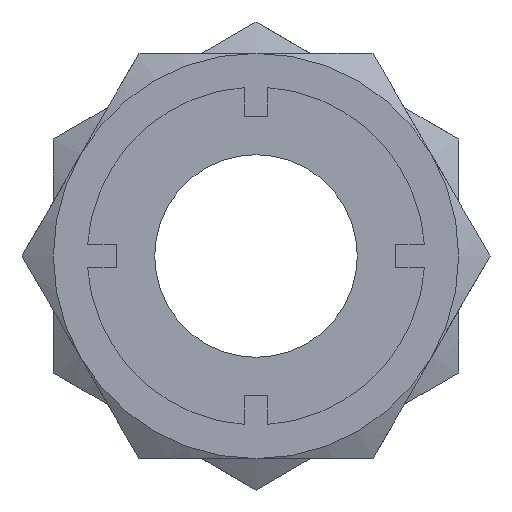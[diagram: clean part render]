
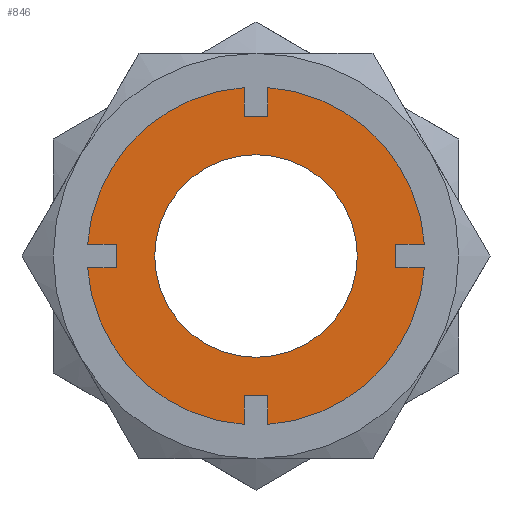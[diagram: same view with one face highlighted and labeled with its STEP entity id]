
A CAD part, left-side view. The second image highlights one B-rep face of the part: STEP entity #846.
In plain terms, the highlighted planar face has unit normal (-1, 0, 0).
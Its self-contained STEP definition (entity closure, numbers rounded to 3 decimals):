
#330=VERTEX_POINT('',#939);
#336=EDGE_CURVE('',#620,#330,#946,.T.);
#342=EDGE_CURVE('',#372,#688,#953,.T.);
#348=VERTEX_POINT('',#959);
#372=VERTEX_POINT('',#986);
#382=VERTEX_POINT('',#996);
#384=VERTEX_POINT('',#998);
#418=VERTEX_POINT('',#1035);
#422=EDGE_CURVE('',#580,#348,#1040,.T.);
#458=EDGE_CURVE('',#382,#772,#1076,.T.);
#510=EDGE_CURVE('',#832,#418,#1136,.T.);
#558=EDGE_CURVE('',#384,#580,#1193,.T.);
#572=EDGE_CURVE('',#372,#772,#1207,.T.);
#580=VERTEX_POINT('',#1215);
#590=EDGE_CURVE('',#794,#384,#1225,.T.);
#596=VERTEX_POINT('',#1232);
#606=VERTEX_POINT('',#1242);
#620=VERTEX_POINT('',#1260);
#662=EDGE_CURVE('',#864,#596,#1306,.T.);
#688=VERTEX_POINT('',#1338);
#690=VERTEX_POINT('',#1340);
#702=EDGE_CURVE('',#690,#418,#1354,.T.);
#716=EDGE_CURVE('',#848,#606,#1369,.T.);
#736=EDGE_CURVE('',#794,#606,#1392,.T.);
#742=EDGE_CURVE('',#826,#848,#1398,.T.);
#744=EDGE_CURVE('',#596,#864,#1400,.T.);
#754=EDGE_CURVE('',#620,#348,#1413,.T.);
#772=VERTEX_POINT('',#1433);
#794=VERTEX_POINT('',#1457);
#814=EDGE_CURVE('',#688,#690,#1478,.T.);
#820=EDGE_CURVE('',#832,#826,#1484,.T.);
#826=VERTEX_POINT('',#1490);
#832=VERTEX_POINT('',#1496);
#846=ADVANCED_FACE('',(#1511,#1512),#1513,.T.);
#848=VERTEX_POINT('',#1515);
#856=EDGE_CURVE('',#330,#382,#1523,.T.);
#864=VERTEX_POINT('',#1531);
#939=CARTESIAN_POINT('',(-17.0,12.4,1.05));
#946=LINE('',#1626,#1627);
#953=LINE('',#1645,#1646);
#959=CARTESIAN_POINT('',(-17.,1.05,14.963));
#986=CARTESIAN_POINT('',(-17.,1.05,-14.963));
#996=CARTESIAN_POINT('',(-17.0,12.4,-1.05));
#998=CARTESIAN_POINT('',(-17.0,-1.05,12.4));
#1035=CARTESIAN_POINT('',(-17.,-1.05,-14.963));
#1040=LINE('',#1869,#1870);
#1076=LINE('',#1936,#1937);
#1136=CIRCLE('',#2062,15.0);
#1193=LINE('',#2154,#2155);
#1207=CIRCLE('',#2176,15.0);
#1215=CARTESIAN_POINT('',(-17.0,1.05,12.4));
#1225=LINE('',#2218,#2219);
#1232=CARTESIAN_POINT('',(-17.,0.,-9.));
#1242=CARTESIAN_POINT('',(-17.,-14.963,1.05));
#1260=CARTESIAN_POINT('',(-17.,14.963,1.05));
#1306=CIRCLE('',#2406,9.);
#1338=CARTESIAN_POINT('',(-17.0,1.05,-12.4));
#1340=CARTESIAN_POINT('',(-17.0,-1.05,-12.4));
#1354=LINE('',#2474,#2475);
#1369=LINE('',#2504,#2505);
#1392=CIRCLE('',#2544,15.0);
#1398=LINE('',#2553,#2554);
#1400=CIRCLE('',#2557,9.);
#1413=CIRCLE('',#2571,15.0);
#1433=CARTESIAN_POINT('',(-17.,14.963,-1.05));
#1457=CARTESIAN_POINT('',(-17.,-1.05,14.963));
#1478=LINE('',#2689,#2690);
#1484=LINE('',#2697,#2698);
#1490=CARTESIAN_POINT('',(-17.0,-12.4,-1.05));
#1496=CARTESIAN_POINT('',(-17.,-14.963,-1.05));
#1511=FACE_BOUND('',#2745,.T.);
#1512=FACE_OUTER_BOUND('',#2746,.T.);
#1513=PLANE('',#2747);
#1515=CARTESIAN_POINT('',(-17.0,-12.4,1.05));
#1523=LINE('',#2760,#2761);
#1531=CARTESIAN_POINT('',(-17.,0.,9.));
#1626=CARTESIAN_POINT('',(-17.,6.2,1.05));
#1627=VECTOR('',#2898,1.0);
#1645=CARTESIAN_POINT('',(-17.,1.05,-0.2));
#1646=VECTOR('',#2906,1.0);
#1869=CARTESIAN_POINT('',(-17.,1.05,13.5));
#1870=VECTOR('',#2977,1.0);
#1936=CARTESIAN_POINT('',(-17.,7.5,-1.05));
#1937=VECTOR('',#2989,1.0);
#2062=AXIS2_PLACEMENT_3D('',#3059,#3060,#3061);
#2154=CARTESIAN_POINT('',(-17.,0.525,12.4));
#2155=VECTOR('',#3151,1.0);
#2176=AXIS2_PLACEMENT_3D('',#3160,#3161,#3162);
#2218=CARTESIAN_POINT('',(-17.,-1.05,12.2));
#2219=VECTOR('',#3167,1.0);
#2406=AXIS2_PLACEMENT_3D('',#3249,#3250,#3251);
#2474=CARTESIAN_POINT('',(-17.,-1.05,-1.5));
#2475=VECTOR('',#3342,1.0);
#2504=CARTESIAN_POINT('',(-17.,-7.5,1.05));
#2505=VECTOR('',#3362,1.0);
#2544=AXIS2_PLACEMENT_3D('',#3393,#3394,#3395);
#2553=CARTESIAN_POINT('',(-17.,-12.4,6.525));
#2554=VECTOR('',#3402,1.0);
#2557=AXIS2_PLACEMENT_3D('',#3403,#3404,#3405);
#2571=AXIS2_PLACEMENT_3D('',#3431,#3432,#3433);
#2689=CARTESIAN_POINT('',(-17.,-0.525,-12.4));
#2690=VECTOR('',#3492,1.0);
#2697=CARTESIAN_POINT('',(-17.,-6.2,-1.05));
#2698=VECTOR('',#3493,1.0);
#2745=EDGE_LOOP('',(#3513,#3514));
#2746=EDGE_LOOP('',(#3515,#3516,#3517,#3518,#3519,#3520,#3521,#3522,#3523,#3524,#3525,#3526,#3527,#3528,#3529,#3530));
#2747=AXIS2_PLACEMENT_3D('',#3531,#3532,#3533);
#2760=CARTESIAN_POINT('',(-17.,12.4,5.475));
#2761=VECTOR('',#3535,1.0);
#2898=DIRECTION('',(0.0,-1.0,0.0));
#2906=DIRECTION('',(0.0,0.0,1.0));
#2977=DIRECTION('',(0.0,0.0,1.0));
#2989=DIRECTION('',(0.0,1.0,0.0));
#3059=CARTESIAN_POINT('',(-17.,0.,0.));
#3060=DIRECTION('',(1.0,0.0,-0.0));
#3061=DIRECTION('',(0.0,0.,1.0));
#3151=DIRECTION('',(0.0,1.0,0.0));
#3160=CARTESIAN_POINT('',(-17.,0.,0.));
#3161=DIRECTION('',(1.0,0.0,-0.0));
#3162=DIRECTION('',(0.0,0.,1.0));
#3167=DIRECTION('',(0.0,0.0,-1.0));
#3249=CARTESIAN_POINT('',(-17.,0.,0.));
#3250=DIRECTION('',(1.0,0.0,-0.0));
#3251=DIRECTION('',(0.0,0.,1.0));
#3342=DIRECTION('',(0.0,0.0,-1.0));
#3362=DIRECTION('',(0.0,-1.0,0.0));
#3393=CARTESIAN_POINT('',(-17.,0.,0.));
#3394=DIRECTION('',(1.0,0.0,-0.0));
#3395=DIRECTION('',(0.0,0.,1.0));
#3402=DIRECTION('',(0.0,0.0,1.0));
#3403=CARTESIAN_POINT('',(-17.,0.,0.));
#3404=DIRECTION('',(1.0,0.0,-0.0));
#3405=DIRECTION('',(0.0,0.,1.0));
#3431=CARTESIAN_POINT('',(-17.,0.,0.));
#3432=DIRECTION('',(1.0,0.0,-0.0));
#3433=DIRECTION('',(0.0,0.,1.0));
#3492=DIRECTION('',(0.0,-1.0,0.0));
#3493=DIRECTION('',(0.0,1.0,0.0));
#3513=ORIENTED_EDGE('',*,*,#662,.T.);
#3514=ORIENTED_EDGE('',*,*,#744,.T.);
#3515=ORIENTED_EDGE('',*,*,#820,.T.);
#3516=ORIENTED_EDGE('',*,*,#742,.T.);
#3517=ORIENTED_EDGE('',*,*,#716,.T.);
#3518=ORIENTED_EDGE('',*,*,#736,.F.);
#3519=ORIENTED_EDGE('',*,*,#590,.T.);
#3520=ORIENTED_EDGE('',*,*,#558,.T.);
#3521=ORIENTED_EDGE('',*,*,#422,.T.);
#3522=ORIENTED_EDGE('',*,*,#754,.F.);
#3523=ORIENTED_EDGE('',*,*,#336,.T.);
#3524=ORIENTED_EDGE('',*,*,#856,.T.);
#3525=ORIENTED_EDGE('',*,*,#458,.T.);
#3526=ORIENTED_EDGE('',*,*,#572,.F.);
#3527=ORIENTED_EDGE('',*,*,#342,.T.);
#3528=ORIENTED_EDGE('',*,*,#814,.T.);
#3529=ORIENTED_EDGE('',*,*,#702,.T.);
#3530=ORIENTED_EDGE('',*,*,#510,.F.);
#3531=CARTESIAN_POINT('',(-17.,0.,12.));
#3532=DIRECTION('',(-1.0,-0.0,0.0));
#3533=DIRECTION('',(0.0,0.,-1.0));
#3535=DIRECTION('',(0.0,0.0,-1.0));
